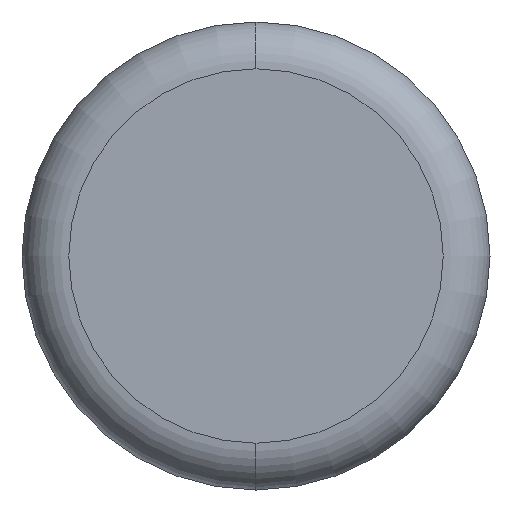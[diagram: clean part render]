
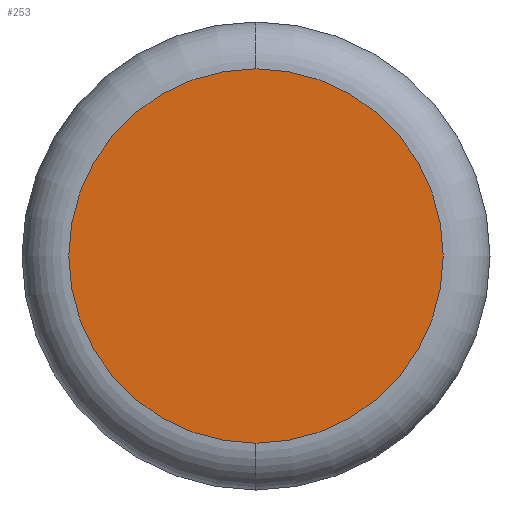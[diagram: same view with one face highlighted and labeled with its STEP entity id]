
A CAD part, left-side view. The second image highlights one B-rep face of the part: STEP entity #253.
In plain terms, the highlighted planar face has unit normal (-1, 0, 0).
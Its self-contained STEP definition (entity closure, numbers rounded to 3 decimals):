
#3 = EDGE_CURVE ( 'NONE', #157, #185, #152, .T. ) ;
#12 = CARTESIAN_POINT ( 'NONE',  ( 0., 0., 0. ) ) ;
#50 = DIRECTION ( 'NONE',  ( -1., 0., 0. ) ) ;
#69 = AXIS2_PLACEMENT_3D ( 'NONE', #12, #385, #345 ) ;
#73 = ORIENTED_EDGE ( 'NONE', *, *, #3, .T. ) ;
#79 = FACE_OUTER_BOUND ( 'NONE', #225, .T. ) ;
#97 = CARTESIAN_POINT ( 'NONE',  ( 0., 0., 0. ) ) ;
#111 = AXIS2_PLACEMENT_3D ( 'NONE', #97, #242, #287 ) ;
#122 = ORIENTED_EDGE ( 'NONE', *, *, #184, .T. ) ;
#132 = CARTESIAN_POINT ( 'NONE',  ( 0., 0., 0. ) ) ;
#152 = CIRCLE ( 'NONE', #237, 4. ) ;
#157 = VERTEX_POINT ( 'NONE', #215 ) ;
#184 = EDGE_CURVE ( 'NONE', #185, #157, #453, .T. ) ;
#185 = VERTEX_POINT ( 'NONE', #330 ) ;
#215 = CARTESIAN_POINT ( 'NONE',  ( 0., 0., -4. ) ) ;
#222 = PLANE ( 'NONE',  #69 ) ;
#225 = EDGE_LOOP ( 'NONE', ( #122, #73 ) ) ;
#237 = AXIS2_PLACEMENT_3D ( 'NONE', #132, #50, #393 ) ;
#242 = DIRECTION ( 'NONE',  ( -1., 0., 0. ) ) ;
#253 = ADVANCED_FACE ( 'NONE', ( #79 ), #222, .F. ) ;
#287 = DIRECTION ( 'NONE',  ( 0., 0., 1. ) ) ;
#330 = CARTESIAN_POINT ( 'NONE',  ( 0., 0., 4. ) ) ;
#345 = DIRECTION ( 'NONE',  ( 0., 0., -1. ) ) ;
#385 = DIRECTION ( 'NONE',  ( 1., 0., 0. ) ) ;
#393 = DIRECTION ( 'NONE',  ( 0., 0., 1. ) ) ;
#453 = CIRCLE ( 'NONE', #111, 4. ) ;
